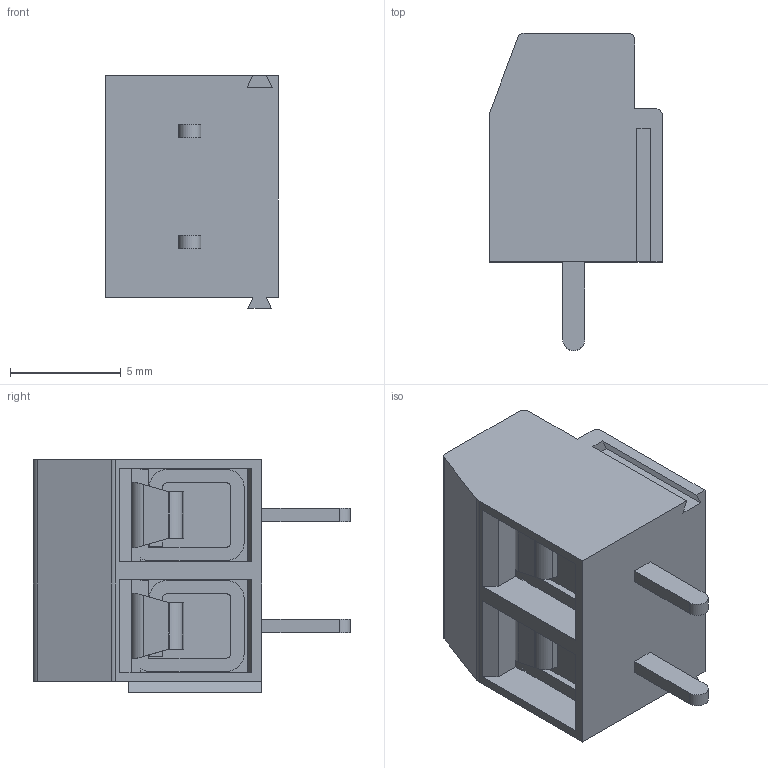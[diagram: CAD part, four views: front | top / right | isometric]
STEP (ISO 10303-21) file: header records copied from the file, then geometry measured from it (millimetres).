
FILE_DESCRIPTION (( 'STEP AP214' ), '1' );
FILE_NAME ('TB003-500-P02BE.STEP', '2024-08-01T11:51:54', ( '' ), ( '' ), 'SwSTEP 2.0', 'SolidWorks 2016', '' );
FILE_SCHEMA (( 'AUTOMOTIVE_DESIGN' ));
Length unit declared in the file: millimetre
Products named in the file (2): TB003-500-02P_Blue - P; TB003-500-P02BE
Assembly tree (1 placements, depth 2):
  TB003-500-P02BE
    TB003-500-02P_Blue - P
Bounding box: 7.8 x 14.3 x 10.5 mm (x, y, z)
Volume: 642 mm3; surface area: 755.9 mm2
Topology: 3 solids, 3 shells, 175 faces, 471 edges, 310 vertices
Faces by surface type: plane 115, cylinder 40, bspline 16, cone 4
Entity records: 8320 total; most frequent: CARTESIAN_POINT 1990, ORIENTED_EDGE 942, DIRECTION 843, EDGE_CURVE 471, LINE 325, VECTOR 325, VERTEX_POINT 310, AXIS2_PLACEMENT_3D 259
